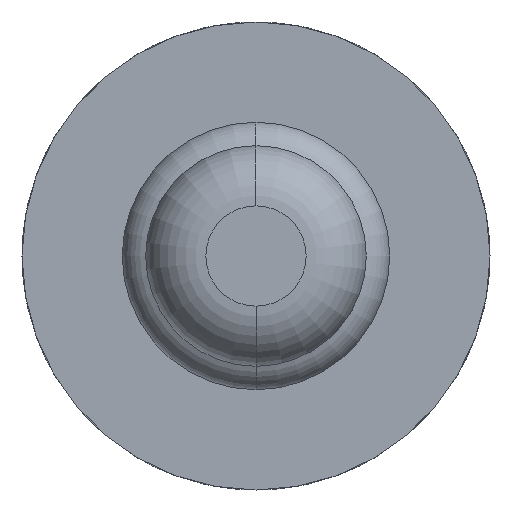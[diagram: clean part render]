
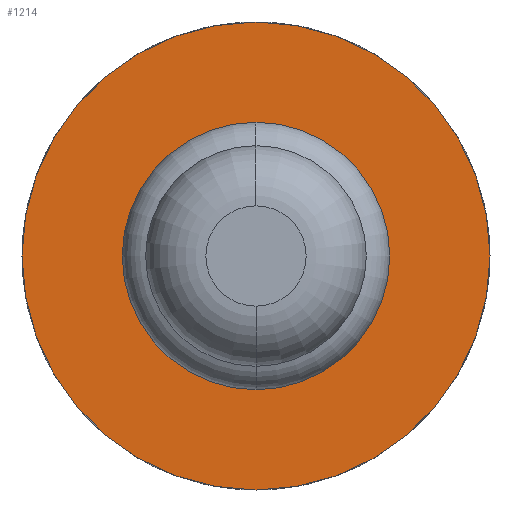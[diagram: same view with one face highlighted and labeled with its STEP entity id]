
A CAD part, front view. The second image highlights one B-rep face of the part: STEP entity #1214.
In plain terms, the highlighted planar face has unit normal (0, -1, 0).
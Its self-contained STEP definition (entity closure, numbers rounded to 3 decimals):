
#138 = ORIENTED_EDGE ( 'NONE', *, *, #557, .T. ) ;
#348 = EDGE_LOOP ( 'NONE', ( #138, #3762 ) ) ;
#490 = VERTEX_POINT ( 'NONE', #3260 ) ;
#557 = EDGE_CURVE ( 'Defeature ausgef�hrt1_32+Defeature ausgef�hrt1_10+Defeature ausgef�hrt1_10+Defeature ausgef�hrt1_10', #1037, #5458, #2083, .T. ) ;
#791 = DIRECTION ( 'NONE',  ( 0., 1., 0. ) ) ;
#928 = AXIS2_PLACEMENT_3D ( 'NONE', #4551, #1863, #3376 ) ;
#982 = DIRECTION ( 'NONE',  ( -1., 0., 0. ) ) ;
#1037 = VERTEX_POINT ( 'NONE', #4951 ) ;
#1039 = VERTEX_POINT ( 'NONE', #4996 ) ;
#1214 = ADVANCED_FACE ( 'Defeature ausgef�hrt1_32', ( #2534, #5720 ), #4885, .F. ) ;
#1313 = AXIS2_PLACEMENT_3D ( 'NONE', #1906, #5074, #982 ) ;
#1506 = ORIENTED_EDGE ( 'NONE', *, *, #1679, .F. ) ;
#1664 = DIRECTION ( 'NONE',  ( -1., 0., 0. ) ) ;
#1679 = EDGE_CURVE ( 'Defeature ausgef�hrt1_31+Defeature ausgef�hrt1_32+Defeature ausgef�hrt1_32+Defeature ausgef�hrt1_32', #490, #1039, #5422, .T. ) ;
#1719 = DIRECTION ( 'NONE',  ( -1., 0., 0. ) ) ;
#1863 = DIRECTION ( 'NONE',  ( 0., 1., 0. ) ) ;
#1906 = CARTESIAN_POINT ( 'NONE',  ( 0., 5., 0. ) ) ;
#2083 = CIRCLE ( 'NONE', #5075, 0.64 ) ;
#2153 = DIRECTION ( 'NONE',  ( 0., 1., 0. ) ) ;
#2176 = CIRCLE ( 'NONE', #3978, 0.64 ) ;
#2431 = EDGE_CURVE ( 'Defeature ausgef�hrt1_32+Defeature ausgef�hrt1_10+Defeature ausgef�hrt1_10+Defeature ausgef�hrt1_10', #5458, #1037, #2176, .T. ) ;
#2534 = FACE_OUTER_BOUND ( 'NONE', #3797, .T. ) ;
#3260 = CARTESIAN_POINT ( 'NONE',  ( 1.75, 5., 0. ) ) ;
#3287 = EDGE_CURVE ( 'Defeature ausgef�hrt1_31+Defeature ausgef�hrt1_32+Defeature ausgef�hrt1_32+Defeature ausgef�hrt1_32', #1039, #490, #4850, .T. ) ;
#3376 = DIRECTION ( 'NONE',  ( -1., 0., 0. ) ) ;
#3762 = ORIENTED_EDGE ( 'NONE', *, *, #2431, .T. ) ;
#3797 = EDGE_LOOP ( 'NONE', ( #4614, #1506 ) ) ;
#3978 = AXIS2_PLACEMENT_3D ( 'NONE', #4730, #4258, #4296 ) ;
#4169 = CARTESIAN_POINT ( 'NONE',  ( 0.64, 5., 0. ) ) ;
#4258 = DIRECTION ( 'NONE',  ( 0., 1., 0. ) ) ;
#4296 = DIRECTION ( 'NONE',  ( -1., 0., 0. ) ) ;
#4402 = CARTESIAN_POINT ( 'NONE',  ( 1.75, 5., 0. ) ) ;
#4551 = CARTESIAN_POINT ( 'NONE',  ( 0., 5., 0. ) ) ;
#4614 = ORIENTED_EDGE ( 'NONE', *, *, #3287, .F. ) ;
#4672 = AXIS2_PLACEMENT_3D ( 'NONE', #4402, #791, #1719 ) ;
#4730 = CARTESIAN_POINT ( 'NONE',  ( 0., 5., 0. ) ) ;
#4850 = CIRCLE ( 'NONE', #1313, 1.75 ) ;
#4885 = PLANE ( 'NONE',  #4672 ) ;
#4951 = CARTESIAN_POINT ( 'NONE',  ( -0.64, 5., 0. ) ) ;
#4996 = CARTESIAN_POINT ( 'NONE',  ( -1.75, 5., 0. ) ) ;
#5074 = DIRECTION ( 'NONE',  ( 0., 1., 0. ) ) ;
#5075 = AXIS2_PLACEMENT_3D ( 'NONE', #5732, #2153, #1664 ) ;
#5422 = CIRCLE ( 'NONE', #928, 1.75 ) ;
#5458 = VERTEX_POINT ( 'NONE', #4169 ) ;
#5720 = FACE_BOUND ( 'NONE', #348, .T. ) ;
#5732 = CARTESIAN_POINT ( 'NONE',  ( 0., 5., 0. ) ) ;
